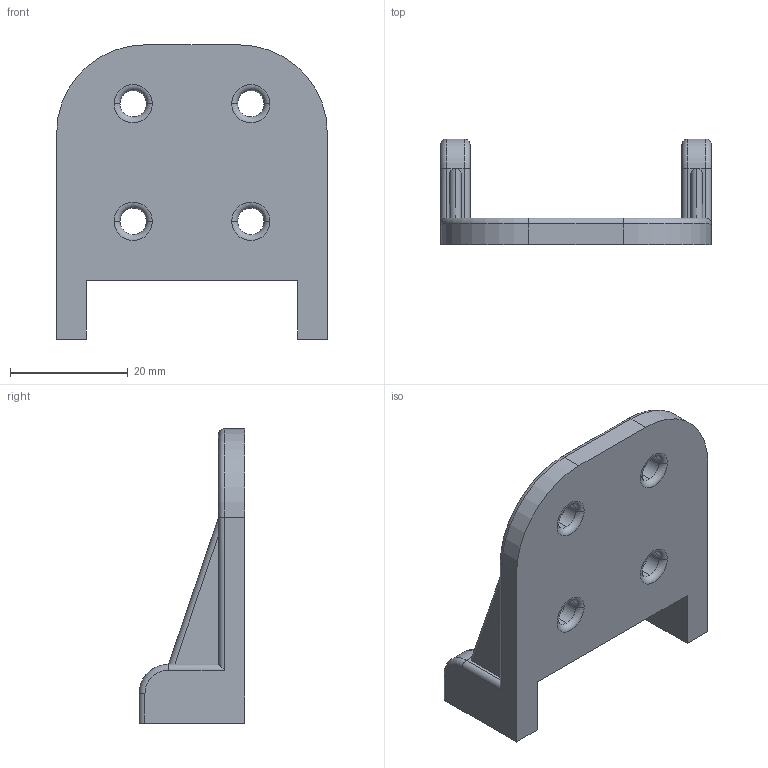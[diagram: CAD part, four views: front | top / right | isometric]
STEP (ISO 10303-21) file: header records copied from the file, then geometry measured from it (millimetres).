
FILE_DESCRIPTION (( 'STEP AP214' ), '1' );
FILE_NAME ('Z_Nut_Mount.STEP', '2016-05-08T19:44:10', ( '' ), ( '' ), 'SwSTEP 2.0', 'SolidWorks 2016', '' );
FILE_SCHEMA (( 'AUTOMOTIVE_DESIGN' ));
Length unit declared in the file: millimetre
Products named in the file (1): Z_Nut_Mount
Bounding box: 46 x 18 x 50 mm (x, y, z)
Volume: 9539.8 mm3; surface area: 5747.9 mm2
Topology: 1 solids, 1 shells, 81 faces, 211 edges, 132 vertices
Faces by surface type: cylinder 33, plane 26, torus 22
Entity records: 2547 total; most frequent: DIRECTION 465, CARTESIAN_POINT 455, ORIENTED_EDGE 422, EDGE_CURVE 211, AXIS2_PLACEMENT_3D 182, VERTEX_POINT 132, VECTOR 101, LINE 101
